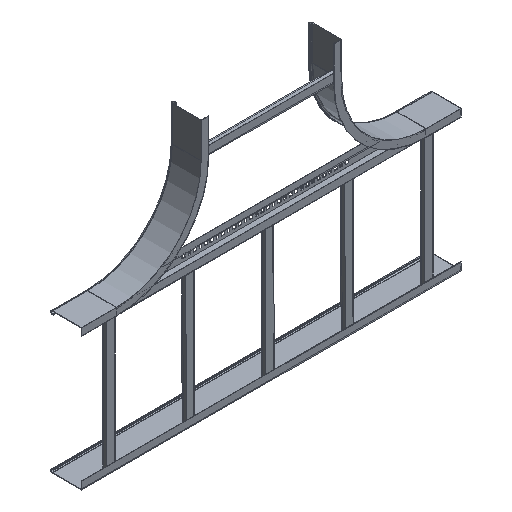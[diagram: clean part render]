
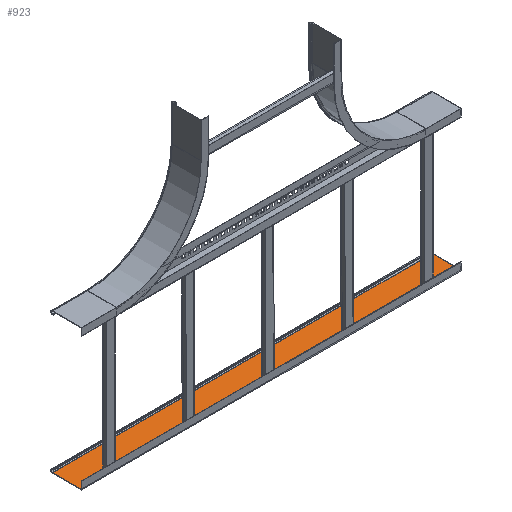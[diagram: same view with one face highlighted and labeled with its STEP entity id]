
A CAD part, isometric view. The second image highlights one B-rep face of the part: STEP entity #923.
In plain terms, the highlighted face is planar.
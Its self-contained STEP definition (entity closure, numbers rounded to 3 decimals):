
#86 = LINE ( 'NONE', #2351, #1672 ) ;
#199 = LINE ( 'NONE', #3475, #3813 ) ;
#376 = DIRECTION ( 'NONE',  ( 0., 0., 1. ) ) ;
#518 = EDGE_CURVE ( 'NONE', #6054, #1436, #1277, .T. ) ;
#857 = ORIENTED_EDGE ( 'NONE', *, *, #2520, .T. ) ;
#923 = ADVANCED_FACE ( 'NONE', ( #3518 ), #4049, .T. ) ;
#1277 = LINE ( 'NONE', #1479, #6508 ) ;
#1436 = VERTEX_POINT ( 'NONE', #6148 ) ;
#1479 = CARTESIAN_POINT ( 'NONE',  ( -2., 0., -675. ) ) ;
#1646 = LINE ( 'NONE', #5120, #6894 ) ;
#1672 = VECTOR ( 'NONE', #8445, 1000. ) ;
#1820 = VECTOR ( 'NONE', #7246, 1000. ) ;
#1954 = EDGE_CURVE ( 'NONE', #7046, #6299, #7254, .T. ) ;
#2145 = CARTESIAN_POINT ( 'NONE',  ( -2., 3., -675. ) ) ;
#2351 = CARTESIAN_POINT ( 'NONE',  ( -2., 104., 675. ) ) ;
#2366 = CARTESIAN_POINT ( 'NONE',  ( -2., 0., 675. ) ) ;
#2520 = EDGE_CURVE ( 'NONE', #7046, #4516, #5967, .T. ) ;
#3361 = EDGE_CURVE ( 'NONE', #6054, #3762, #199, .T. ) ;
#3475 = CARTESIAN_POINT ( 'NONE',  ( -2., 3., -675. ) ) ;
#3518 = FACE_OUTER_BOUND ( 'NONE', #8606, .T. ) ;
#3762 = VERTEX_POINT ( 'NONE', #4788 ) ;
#3793 = CARTESIAN_POINT ( 'NONE',  ( -2., 0., 675. ) ) ;
#3813 = VECTOR ( 'NONE', #4800, 1000. ) ;
#3856 = ORIENTED_EDGE ( 'NONE', *, *, #6955, .T. ) ;
#3902 = DIRECTION ( 'NONE',  ( 0., 0., 1. ) ) ;
#3996 = AXIS2_PLACEMENT_3D ( 'NONE', #5054, #4461, #3902 ) ;
#4049 = PLANE ( 'NONE',  #3996 ) ;
#4062 = EDGE_CURVE ( 'NONE', #4516, #1436, #86, .T. ) ;
#4301 = ORIENTED_EDGE ( 'NONE', *, *, #518, .F. ) ;
#4461 = DIRECTION ( 'NONE',  ( -1., 0., 0. ) ) ;
#4504 = ORIENTED_EDGE ( 'NONE', *, *, #4062, .T. ) ;
#4516 = VERTEX_POINT ( 'NONE', #5062 ) ;
#4788 = CARTESIAN_POINT ( 'NONE',  ( -2., 2., -675. ) ) ;
#4800 = DIRECTION ( 'NONE',  ( 0., -1., 0. ) ) ;
#5054 = CARTESIAN_POINT ( 'NONE',  ( -2., 0., 675. ) ) ;
#5062 = CARTESIAN_POINT ( 'NONE',  ( -2., 104., 675. ) ) ;
#5120 = CARTESIAN_POINT ( 'NONE',  ( -2., 2., 675. ) ) ;
#5207 = CARTESIAN_POINT ( 'NONE',  ( -2., 3., 675. ) ) ;
#5552 = DIRECTION ( 'NONE',  ( 0., 1., 0. ) ) ;
#5829 = ORIENTED_EDGE ( 'NONE', *, *, #3361, .T. ) ;
#5967 = LINE ( 'NONE', #3793, #7566 ) ;
#6054 = VERTEX_POINT ( 'NONE', #2145 ) ;
#6148 = CARTESIAN_POINT ( 'NONE',  ( -2., 104., -675. ) ) ;
#6299 = VERTEX_POINT ( 'NONE', #6498 ) ;
#6498 = CARTESIAN_POINT ( 'NONE',  ( -2., 2., 675. ) ) ;
#6508 = VECTOR ( 'NONE', #5552, 1000. ) ;
#6894 = VECTOR ( 'NONE', #376, 1000. ) ;
#6955 = EDGE_CURVE ( 'NONE', #3762, #6299, #1646, .T. ) ;
#7046 = VERTEX_POINT ( 'NONE', #5207 ) ;
#7246 = DIRECTION ( 'NONE',  ( 0., -1., 0. ) ) ;
#7254 = LINE ( 'NONE', #2366, #1820 ) ;
#7566 = VECTOR ( 'NONE', #7808, 1000. ) ;
#7808 = DIRECTION ( 'NONE',  ( 0., 1., 0. ) ) ;
#8279 = ORIENTED_EDGE ( 'NONE', *, *, #1954, .F. ) ;
#8445 = DIRECTION ( 'NONE',  ( 0., 0., -1. ) ) ;
#8606 = EDGE_LOOP ( 'NONE', ( #4301, #5829, #3856, #8279, #857, #4504 ) ) ;
